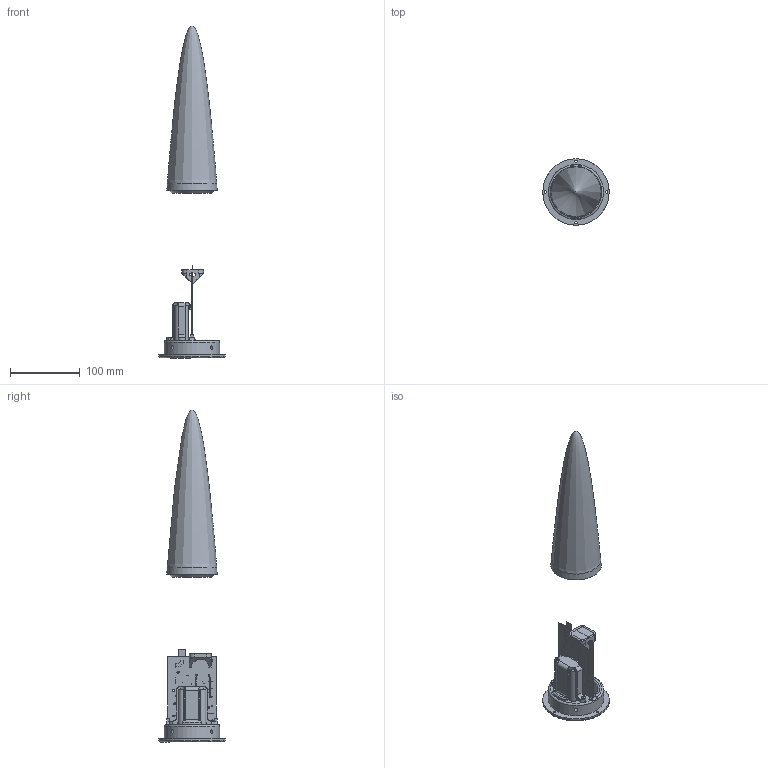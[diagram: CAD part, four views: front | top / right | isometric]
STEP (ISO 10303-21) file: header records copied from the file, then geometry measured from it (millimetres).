
FILE_DESCRIPTION(/* description */ (''),/* implementation_level */ '2;1');
FILE_NAME(/* name */ 'assemblage_PCB v21.step',/* time_stamp */ '2022-07-08T22:27:52+02:00',/* author */ (''),/* organization */ (''),/* preprocessor_version */ 'ST-DEVELOPER v19',/* originating_system */ 'Autodesk Translation Framework v11.7.0.108',/* authorisation */ '');
FILE_SCHEMA (('AUTOMOTIVE_DESIGN { 1 0 10303 214 3 1 1 }'));
Products named in the file (30): assemblage_PCB; OBC_Board; Board; Packages; FEATHER-M0; BMP390; CAPC2012X145N; MAX8Q0; PKMCS; FE06; CONSMA020.042-G; GNSS_ANTENNA; MPU9250_SHIELD; TX3H-869; EEE0GA101SR; CAPC1608X90N; 901361202; C2012_COMMERCIAL; CAPC4532X250N; RESC1608X55N; TO254P480X1010X2280-3P; SOLDERJUMPER_ARROW_NOPASTE; SOC-23; VS-30BQ100-M3/9AT; GNSS_ANTENNA_1; SupportGNGG_ANTENNA; NoseConePower; socle_PCB; BAT; bat_holder
Assembly tree (44 placements, depth 4):
  assemblage_PCB
    OBC_Board
      Board
      Packages
        FEATHER-M0
        BMP390
        CAPC2012X145N
        MAX8Q0
        PKMCS
        FE06
        CONSMA020.042-G
        GNSS_ANTENNA
        MPU9250_SHIELD
        TX3H-869
        EEE0GA101SR
        CAPC1608X90N  x2
        901361202  x2
        C2012_COMMERCIAL  x2
        CAPC4532X250N  x2
        RESC1608X55N  x5
        TO254P480X1010X2280-3P  x2
        SOLDERJUMPER_ARROW_NOPASTE  x4
        SOC-23  x3
        VS-30BQ100-M3/9AT  x2
    GNSS_ANTENNA_1
    SupportGNGG_ANTENNA
    NoseConePower
    socle_PCB
    BAT
    bat_holder
Bounding box: 95 x 95 x 474.98 mm (x, y, z)
Volume: 291862.1 mm3; surface area: 144684.3 mm2
Topology: 42 solids, 42 shells, 1384 faces, 3726 edges, 2457 vertices
Faces by surface type: plane 825, cylinder 288, bspline 243, torus 17, cone 11
Full cylindrical faces by diameter (mm): 0.35 x39, 0.7 x7, 0.8 x1, 0.813 x6, 1.016 x10, 1.1 x32, 1.23 x6, 2.5 x2, 2.54 x4, 3 x3, 3.1 x4, 3.15 x2, 3.5 x4, 3.6 x2, 4 x4, 5 x4, 10 x1, 12 x2, 56.244 x1, 79 x1, 95 x1
Entity records: 54944 total; most frequent: CARTESIAN_POINT 21981, ORIENTED_EDGE 7072, DIRECTION 5827, EDGE_CURVE 3536, LINE 2371, VECTOR 2371, VERTEX_POINT 2337, AXIS2_PLACEMENT_3D 1728
